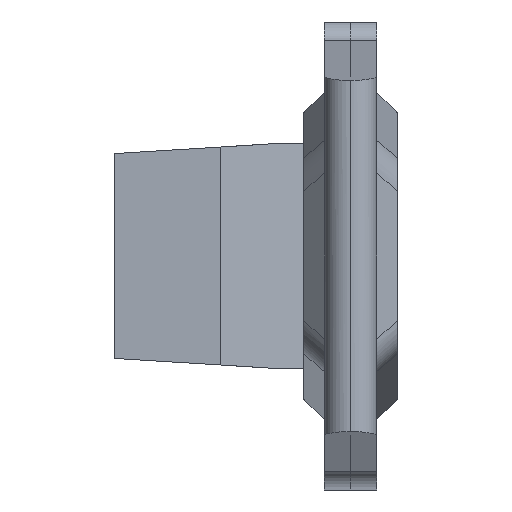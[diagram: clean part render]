
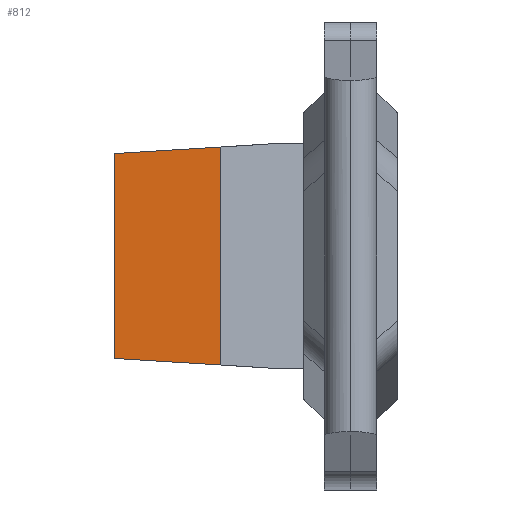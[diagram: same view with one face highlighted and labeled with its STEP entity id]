
A CAD part, left-side view. The second image highlights one B-rep face of the part: STEP entity #812.
In plain terms, the highlighted planar face has unit normal (-1, 0, 0).
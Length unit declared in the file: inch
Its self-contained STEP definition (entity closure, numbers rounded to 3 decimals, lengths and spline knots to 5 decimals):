
#73 = VECTOR ( 'NONE', #2385, 39.37008 ) ;
#138 = CARTESIAN_POINT ( 'NONE',  ( 1.7795, 0.13917, 0.12 ) ) ;
#179 = VERTEX_POINT ( 'NONE', #4648 ) ;
#253 = ORIENTED_EDGE ( 'NONE', *, *, #2417, .F. ) ;
#425 = VECTOR ( 'NONE', #4396, 39.37008 ) ;
#632 = CARTESIAN_POINT ( 'NONE',  ( 1.7795, 0.32107, 0.10506 ) ) ;
#705 = CARTESIAN_POINT ( 'NONE',  ( 1.7795, 0.252, -0.25 ) ) ;
#812 = ADVANCED_FACE ( 'NONE', ( #4101 ), #2991, .F. ) ;
#844 = VERTEX_POINT ( 'NONE', #4157 ) ;
#916 = AXIS2_PLACEMENT_3D ( 'NONE', #3371, #3753, #1514 ) ;
#1056 = DIRECTION ( 'NONE',  ( 0., -0.998, -0.062 ) ) ;
#1061 = LINE ( 'NONE', #705, #2925 ) ;
#1063 = EDGE_LOOP ( 'NONE', ( #1385, #253, #4014, #1252 ) ) ;
#1083 = DIRECTION ( 'NONE',  ( 0., 0., 1. ) ) ;
#1227 = EDGE_CURVE ( 'NONE', #844, #2697, #3530, .T. ) ;
#1252 = ORIENTED_EDGE ( 'NONE', *, *, #2093, .F. ) ;
#1385 = ORIENTED_EDGE ( 'NONE', *, *, #1227, .T. ) ;
#1440 = CARTESIAN_POINT ( 'NONE',  ( 1.7795, 0.33601, -0.10412 ) ) ;
#1514 = DIRECTION ( 'NONE',  ( 0., 0., -1. ) ) ;
#1788 = VERTEX_POINT ( 'NONE', #2403 ) ;
#2093 = EDGE_CURVE ( 'NONE', #844, #179, #3292, .T. ) ;
#2385 = DIRECTION ( 'NONE',  ( 0., 0., -1. ) ) ;
#2403 = CARTESIAN_POINT ( 'NONE',  ( 1.7795, 0.252, -0.10937 ) ) ;
#2417 = EDGE_CURVE ( 'NONE', #1788, #2697, #1061, .T. ) ;
#2685 = LINE ( 'NONE', #1440, #4579 ) ;
#2697 = VERTEX_POINT ( 'NONE', #4342 ) ;
#2918 = EDGE_CURVE ( 'NONE', #1788, #179, #2685, .T. ) ;
#2925 = VECTOR ( 'NONE', #1083, 39.37008 ) ;
#2991 = PLANE ( 'NONE',  #916 ) ;
#3292 = LINE ( 'NONE', #138, #73 ) ;
#3371 = CARTESIAN_POINT ( 'NONE',  ( 1.7795, 0.322, 0.12 ) ) ;
#3530 = LINE ( 'NONE', #632, #425 ) ;
#3753 = DIRECTION ( 'NONE',  ( 1., 0., 0. ) ) ;
#4014 = ORIENTED_EDGE ( 'NONE', *, *, #2918, .T. ) ;
#4101 = FACE_OUTER_BOUND ( 'NONE', #1063, .T. ) ;
#4157 = CARTESIAN_POINT ( 'NONE',  ( 1.7795, 0.13917, 0.11643 ) ) ;
#4342 = CARTESIAN_POINT ( 'NONE',  ( 1.7795, 0.252, 0.10937 ) ) ;
#4396 = DIRECTION ( 'NONE',  ( 0., 0.998, -0.062 ) ) ;
#4579 = VECTOR ( 'NONE', #1056, 39.37008 ) ;
#4648 = CARTESIAN_POINT ( 'NONE',  ( 1.7795, 0.13917, -0.11643 ) ) ;
